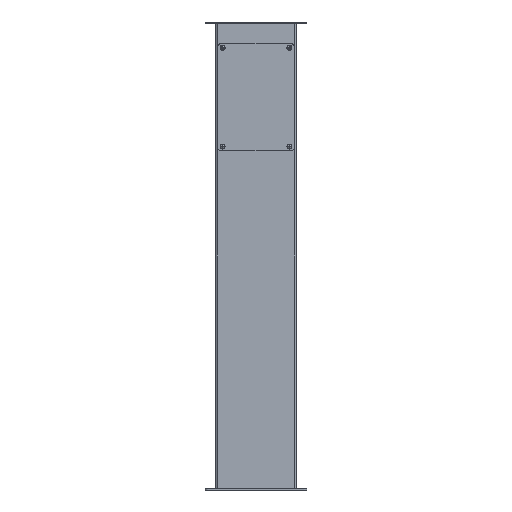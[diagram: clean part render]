
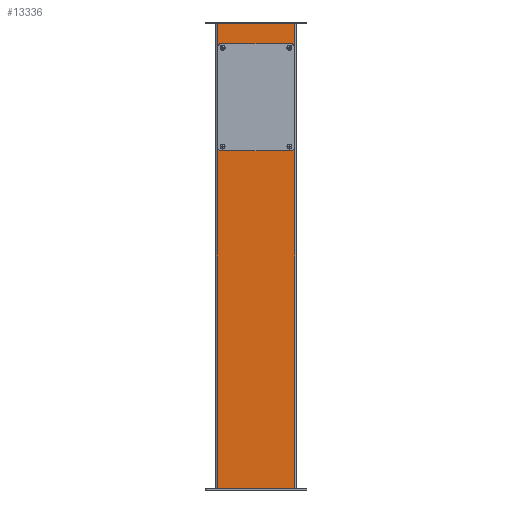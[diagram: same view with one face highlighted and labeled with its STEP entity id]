
A CAD part, front view. The second image highlights one B-rep face of the part: STEP entity #13336.
In plain terms, the highlighted planar face has unit normal (0, -1, 0).
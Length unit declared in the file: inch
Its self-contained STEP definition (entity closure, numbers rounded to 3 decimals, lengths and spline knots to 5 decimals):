
#97 = EDGE_CURVE ( 'NONE', #19068, #19068, #15725, .T. ) ;
#372 = ORIENTED_EDGE ( 'NONE', *, *, #22940, .T. ) ;
#768 = DIRECTION ( 'NONE',  ( 0., 1., 0. ) ) ;
#774 = EDGE_LOOP ( 'NONE', ( #12261 ) ) ;
#1328 = VERTEX_POINT ( 'NONE', #9426 ) ;
#1431 = DIRECTION ( 'NONE',  ( 0., -1., 0. ) ) ;
#1747 = DIRECTION ( 'NONE',  ( 0., 0., -1. ) ) ;
#1880 = EDGE_LOOP ( 'NONE', ( #26959 ) ) ;
#2085 = DIRECTION ( 'NONE',  ( 0., 0., -1. ) ) ;
#2098 = CIRCLE ( 'NONE', #18785, 0.125 ) ;
#2474 = VERTEX_POINT ( 'NONE', #17514 ) ;
#2590 = CARTESIAN_POINT ( 'NONE',  ( 5.25, 0., -8.75 ) ) ;
#2654 = LINE ( 'NONE', #12054, #20463 ) ;
#3174 = EDGE_CURVE ( 'NONE', #10689, #30289, #19062, .T. ) ;
#3189 = DIRECTION ( 'NONE',  ( -1., 0., 0. ) ) ;
#3204 = FACE_BOUND ( 'NONE', #774, .T. ) ;
#3252 = CARTESIAN_POINT ( 'NONE',  ( 0.5, 0., -1.8125 ) ) ;
#3594 = VECTOR ( 'NONE', #27015, 39.37008 ) ;
#3644 = LINE ( 'NONE', #6069, #25752 ) ;
#3697 = ORIENTED_EDGE ( 'NONE', *, *, #28531, .T. ) ;
#3717 = ORIENTED_EDGE ( 'NONE', *, *, #21038, .T. ) ;
#3782 = CARTESIAN_POINT ( 'NONE',  ( 5.883, 0., -34.75 ) ) ;
#4081 = VERTEX_POINT ( 'NONE', #4949 ) ;
#4261 = VERTEX_POINT ( 'NONE', #22945 ) ;
#4478 = EDGE_LOOP ( 'NONE', ( #20373, #28685, #25656, #25744 ) ) ;
#4592 = DIRECTION ( 'NONE',  ( 0., 1., 0. ) ) ;
#4868 = EDGE_CURVE ( 'NONE', #6095, #23966, #12884, .T. ) ;
#4949 = CARTESIAN_POINT ( 'NONE',  ( 0.117, 0., -34.75 ) ) ;
#4986 = CARTESIAN_POINT ( 'NONE',  ( 0.75, 0., -2.25 ) ) ;
#5039 = VERTEX_POINT ( 'NONE', #15276 ) ;
#5391 = DIRECTION ( 'NONE',  ( 0., 0., -1. ) ) ;
#5562 = EDGE_CURVE ( 'NONE', #17539, #10689, #2654, .T. ) ;
#5814 = AXIS2_PLACEMENT_3D ( 'NONE', #4986, #21696, #21845 ) ;
#5856 = DIRECTION ( 'NONE',  ( 0., 1., 0. ) ) ;
#6069 = CARTESIAN_POINT ( 'NONE',  ( 0., 0., -8.875 ) ) ;
#6092 = EDGE_LOOP ( 'NONE', ( #14546 ) ) ;
#6095 = VERTEX_POINT ( 'NONE', #22276 ) ;
#6503 = CARTESIAN_POINT ( 'NONE',  ( 0., 0., 0. ) ) ;
#7410 = DIRECTION ( 'NONE',  ( 0., 0., 1. ) ) ;
#7713 = DIRECTION ( 'NONE',  ( 0., 0., 1. ) ) ;
#8483 = CARTESIAN_POINT ( 'NONE',  ( 0., 0., -2.125 ) ) ;
#8565 = VERTEX_POINT ( 'NONE', #11046 ) ;
#9226 = CARTESIAN_POINT ( 'NONE',  ( 0.75, 0., -8.875 ) ) ;
#9301 = VECTOR ( 'NONE', #17051, 39.37008 ) ;
#9426 = CARTESIAN_POINT ( 'NONE',  ( 5.375, 0., -8.75 ) ) ;
#10324 = DIRECTION ( 'NONE',  ( 0., 1., 0. ) ) ;
#10363 = CARTESIAN_POINT ( 'NONE',  ( 5.883, 0., 0. ) ) ;
#10689 = VERTEX_POINT ( 'NONE', #27630 ) ;
#11046 = CARTESIAN_POINT ( 'NONE',  ( 5.5, 0., -9.31255 ) ) ;
#11294 = PLANE ( 'NONE',  #18869 ) ;
#11295 = VERTEX_POINT ( 'NONE', #3782 ) ;
#11456 = EDGE_CURVE ( 'NONE', #2474, #1328, #25211, .T. ) ;
#11464 = FACE_BOUND ( 'NONE', #28383, .T. ) ;
#11516 = VERTEX_POINT ( 'NONE', #20827 ) ;
#11772 = AXIS2_PLACEMENT_3D ( 'NONE', #16802, #21050, #23317 ) ;
#12054 = CARTESIAN_POINT ( 'NONE',  ( 0.625, 0., 0. ) ) ;
#12261 = ORIENTED_EDGE ( 'NONE', *, *, #97, .T. ) ;
#12306 = DIRECTION ( 'NONE',  ( 0., 0., -1. ) ) ;
#12534 = AXIS2_PLACEMENT_3D ( 'NONE', #2590, #4592, #13968 ) ;
#12676 = AXIS2_PLACEMENT_3D ( 'NONE', #26537, #10324, #7713 ) ;
#12884 = LINE ( 'NONE', #17172, #17019 ) ;
#12889 = DIRECTION ( 'NONE',  ( -1., 0., 0. ) ) ;
#13127 = DIRECTION ( 'NONE',  ( 0., 0., -1. ) ) ;
#13328 = CARTESIAN_POINT ( 'NONE',  ( 5.375, 0., 0. ) ) ;
#13336 = ADVANCED_FACE ( 'NONE', ( #16747, #3204, #29958, #27044, #11464, #15442 ), #11294, .T. ) ;
#13408 = CARTESIAN_POINT ( 'NONE',  ( 0.75, 0., -8.75 ) ) ;
#13808 = ORIENTED_EDGE ( 'NONE', *, *, #3174, .T. ) ;
#13968 = DIRECTION ( 'NONE',  ( 0., 0., 1. ) ) ;
#14166 = CARTESIAN_POINT ( 'NONE',  ( 5.25, 0., -2.125 ) ) ;
#14295 = CARTESIAN_POINT ( 'NONE',  ( 0.117, 0., 0. ) ) ;
#14546 = ORIENTED_EDGE ( 'NONE', *, *, #14613, .T. ) ;
#14613 = EDGE_CURVE ( 'NONE', #8565, #8565, #25217, .T. ) ;
#14764 = AXIS2_PLACEMENT_3D ( 'NONE', #29090, #17476, #12306 ) ;
#14958 = DIRECTION ( 'NONE',  ( 1., 0., 0. ) ) ;
#15111 = CIRCLE ( 'NONE', #19500, 0.12505 ) ;
#15276 = CARTESIAN_POINT ( 'NONE',  ( 5.25, 0., -8.875 ) ) ;
#15442 = FACE_OUTER_BOUND ( 'NONE', #4478, .T. ) ;
#15725 = CIRCLE ( 'NONE', #14764, 0.12505 ) ;
#16000 = VECTOR ( 'NONE', #14958, 39.37008 ) ;
#16093 = VERTEX_POINT ( 'NONE', #14166 ) ;
#16668 = CARTESIAN_POINT ( 'NONE',  ( 0.117, 0., 0. ) ) ;
#16747 = FACE_BOUND ( 'NONE', #17573, .T. ) ;
#16802 = CARTESIAN_POINT ( 'NONE',  ( 5.5, 0., -1.8125 ) ) ;
#17019 = VECTOR ( 'NONE', #3189, 39.37008 ) ;
#17051 = DIRECTION ( 'NONE',  ( 0., 0., -1. ) ) ;
#17063 = EDGE_CURVE ( 'NONE', #30289, #16093, #29756, .T. ) ;
#17088 = DIRECTION ( 'NONE',  ( 0., 1., 0. ) ) ;
#17172 = CARTESIAN_POINT ( 'NONE',  ( 0., 0., 0. ) ) ;
#17345 = CARTESIAN_POINT ( 'NONE',  ( 0.5, 0., -9.31255 ) ) ;
#17476 = DIRECTION ( 'NONE',  ( 0., 1., 0. ) ) ;
#17514 = CARTESIAN_POINT ( 'NONE',  ( 5.375, 0., -2.25 ) ) ;
#17539 = VERTEX_POINT ( 'NONE', #28652 ) ;
#17573 = EDGE_LOOP ( 'NONE', ( #13808, #22995, #30022, #27975, #18454, #372, #3717, #25913 ) ) ;
#18454 = ORIENTED_EDGE ( 'NONE', *, *, #26043, .T. ) ;
#18518 = CIRCLE ( 'NONE', #12676, 0.125 ) ;
#18562 = VECTOR ( 'NONE', #13127, 39.37008 ) ;
#18785 = AXIS2_PLACEMENT_3D ( 'NONE', #13408, #5856, #20418 ) ;
#18869 = AXIS2_PLACEMENT_3D ( 'NONE', #6503, #1431, #1747 ) ;
#19062 = CIRCLE ( 'NONE', #5814, 0.125 ) ;
#19068 = VERTEX_POINT ( 'NONE', #17345 ) ;
#19385 = AXIS2_PLACEMENT_3D ( 'NONE', #26382, #768, #5391 ) ;
#19500 = AXIS2_PLACEMENT_3D ( 'NONE', #3252, #17088, #28833 ) ;
#19549 = CARTESIAN_POINT ( 'NONE',  ( 0.75, 0., -2.125 ) ) ;
#20373 = ORIENTED_EDGE ( 'NONE', *, *, #28990, .F. ) ;
#20418 = DIRECTION ( 'NONE',  ( 0., 0., 1. ) ) ;
#20463 = VECTOR ( 'NONE', #7410, 39.37008 ) ;
#20827 = CARTESIAN_POINT ( 'NONE',  ( 5.5, 0., -1.93755 ) ) ;
#21032 = CIRCLE ( 'NONE', #11772, 0.12505 ) ;
#21038 = EDGE_CURVE ( 'NONE', #23195, #17539, #2098, .T. ) ;
#21050 = DIRECTION ( 'NONE',  ( 0., 1., 0. ) ) ;
#21696 = DIRECTION ( 'NONE',  ( 0., 1., 0. ) ) ;
#21845 = DIRECTION ( 'NONE',  ( 0., 0., 1. ) ) ;
#21914 = LINE ( 'NONE', #14295, #9301 ) ;
#22267 = CIRCLE ( 'NONE', #12534, 0.125 ) ;
#22276 = CARTESIAN_POINT ( 'NONE',  ( 5.883, 0., 0. ) ) ;
#22940 = EDGE_CURVE ( 'NONE', #5039, #23195, #3644, .T. ) ;
#22945 = CARTESIAN_POINT ( 'NONE',  ( 0.5, 0., -1.93755 ) ) ;
#22995 = ORIENTED_EDGE ( 'NONE', *, *, #17063, .T. ) ;
#23195 = VERTEX_POINT ( 'NONE', #9226 ) ;
#23317 = DIRECTION ( 'NONE',  ( 0., 0., -1. ) ) ;
#23939 = LINE ( 'NONE', #26404, #16000 ) ;
#23966 = VERTEX_POINT ( 'NONE', #16668 ) ;
#24400 = LINE ( 'NONE', #10363, #18562 ) ;
#25211 = LINE ( 'NONE', #13328, #29480 ) ;
#25217 = CIRCLE ( 'NONE', #19385, 0.12505 ) ;
#25656 = ORIENTED_EDGE ( 'NONE', *, *, #29594, .T. ) ;
#25744 = ORIENTED_EDGE ( 'NONE', *, *, #26431, .T. ) ;
#25752 = VECTOR ( 'NONE', #12889, 39.37008 ) ;
#25913 = ORIENTED_EDGE ( 'NONE', *, *, #5562, .T. ) ;
#26043 = EDGE_CURVE ( 'NONE', #1328, #5039, #22267, .T. ) ;
#26382 = CARTESIAN_POINT ( 'NONE',  ( 5.5, 0., -9.1875 ) ) ;
#26404 = CARTESIAN_POINT ( 'NONE',  ( 0., 0., -34.75 ) ) ;
#26431 = EDGE_CURVE ( 'NONE', #4081, #11295, #23939, .T. ) ;
#26537 = CARTESIAN_POINT ( 'NONE',  ( 5.25, 0., -2.25 ) ) ;
#26959 = ORIENTED_EDGE ( 'NONE', *, *, #29180, .T. ) ;
#27015 = DIRECTION ( 'NONE',  ( 1., 0., 0. ) ) ;
#27044 = FACE_BOUND ( 'NONE', #1880, .T. ) ;
#27630 = CARTESIAN_POINT ( 'NONE',  ( 0.625, 0., -2.25 ) ) ;
#27975 = ORIENTED_EDGE ( 'NONE', *, *, #11456, .T. ) ;
#28383 = EDGE_LOOP ( 'NONE', ( #3697 ) ) ;
#28531 = EDGE_CURVE ( 'NONE', #4261, #4261, #15111, .T. ) ;
#28598 = EDGE_CURVE ( 'NONE', #16093, #2474, #18518, .T. ) ;
#28652 = CARTESIAN_POINT ( 'NONE',  ( 0.625, 0., -8.75 ) ) ;
#28685 = ORIENTED_EDGE ( 'NONE', *, *, #4868, .T. ) ;
#28833 = DIRECTION ( 'NONE',  ( 0., 0., -1. ) ) ;
#28990 = EDGE_CURVE ( 'NONE', #6095, #11295, #24400, .T. ) ;
#29090 = CARTESIAN_POINT ( 'NONE',  ( 0.5, 0., -9.1875 ) ) ;
#29180 = EDGE_CURVE ( 'NONE', #11516, #11516, #21032, .T. ) ;
#29480 = VECTOR ( 'NONE', #2085, 39.37008 ) ;
#29594 = EDGE_CURVE ( 'NONE', #23966, #4081, #21914, .T. ) ;
#29756 = LINE ( 'NONE', #8483, #3594 ) ;
#29958 = FACE_BOUND ( 'NONE', #6092, .T. ) ;
#30022 = ORIENTED_EDGE ( 'NONE', *, *, #28598, .T. ) ;
#30289 = VERTEX_POINT ( 'NONE', #19549 ) ;
